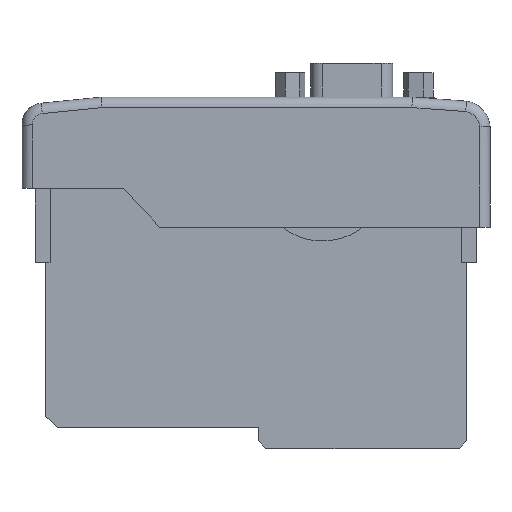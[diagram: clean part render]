
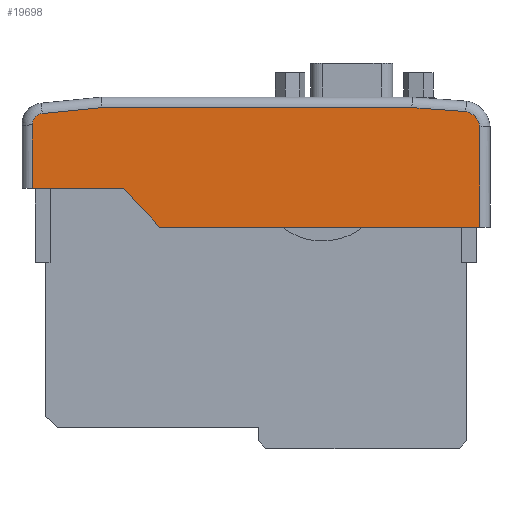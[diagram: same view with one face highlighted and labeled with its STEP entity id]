
A CAD part, left-side view. The second image highlights one B-rep face of the part: STEP entity #19698.
In plain terms, the highlighted planar face has unit normal (-1, 0, 0).
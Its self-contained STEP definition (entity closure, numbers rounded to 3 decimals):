
#2456 = ORIENTED_EDGE ( 'NONE', *, *, #19641, .T. ) ;
#2459 = ORIENTED_EDGE ( 'NONE', *, *, #27546, .T. ) ;
#8789 = CARTESIAN_POINT ( 'NONE',  ( 0.5, 22.973, -19.886 ) ) ;
#8790 = DIRECTION ( 'NONE',  ( 0., -1., 0. ) ) ;
#8791 = VECTOR ( 'NONE', #8790, 1000. ) ;
#8792 = CARTESIAN_POINT ( 'NONE',  ( 0.5, -40.527, -19.886 ) ) ;
#8793 = LINE ( 'NONE', #8792, #8791 ) ;
#8794 = CARTESIAN_POINT ( 'NONE',  ( 0.5, -38.527, -19.886 ) ) ;
#9571 = DIRECTION ( 'NONE',  ( 0., -1., 0. ) ) ;
#9572 = VECTOR ( 'NONE', #9571, 1000. ) ;
#9573 = CARTESIAN_POINT ( 'NONE',  ( 0.5, 29.973, -12.386 ) ) ;
#9574 = LINE ( 'NONE', #9573, #9572 ) ;
#9575 = CARTESIAN_POINT ( 'NONE',  ( 0.5, 29.973, -12.386 ) ) ;
#9631 = CARTESIAN_POINT ( 'NONE',  ( 0.5, 47.473, -12.386 ) ) ;
#19109 = EDGE_CURVE ( 'NONE', #19706, #19708, #29263, .T. ) ;
#19641 = EDGE_CURVE ( 'NONE', #27544, #27009, #29539, .T. ) ;
#19682 = ORIENTED_EDGE ( 'NONE', *, *, #19684, .T. ) ;
#19684 = EDGE_CURVE ( 'NONE', #19708, #19685, #29630, .T. ) ;
#19685 = VERTEX_POINT ( 'NONE', #29626 ) ;
#19686 = ORIENTED_EDGE ( 'NONE', *, *, #19687, .T. ) ;
#19687 = EDGE_CURVE ( 'NONE', #19685, #19688, #29625, .T. ) ;
#19688 = VERTEX_POINT ( 'NONE', #29621 ) ;
#19689 = ORIENTED_EDGE ( 'NONE', *, *, #19690, .T. ) ;
#19690 = EDGE_CURVE ( 'NONE', #19688, #19691, #29618, .T. ) ;
#19691 = VERTEX_POINT ( 'NONE', #29620 ) ;
#19692 = ORIENTED_EDGE ( 'NONE', *, *, #19693, .T. ) ;
#19693 = EDGE_CURVE ( 'NONE', #19691, #27548, #29613, .T. ) ;
#19698 = ADVANCED_FACE ( 'NONE', ( #29663 ), #29646, .F. ) ;
#19699 = EDGE_LOOP ( 'NONE', ( #19700, #19701, #19704, #19707, #19682, #19686, #19689, #19692, #2459, #2456 ) ) ;
#19700 = ORIENTED_EDGE ( 'NONE', *, *, #27008, .T. ) ;
#19701 = ORIENTED_EDGE ( 'NONE', *, *, #19702, .T. ) ;
#19702 = EDGE_CURVE ( 'NONE', #27004, #19703, #29641, .T. ) ;
#19703 = VERTEX_POINT ( 'NONE', #29703 ) ;
#19704 = ORIENTED_EDGE ( 'NONE', *, *, #19705, .T. ) ;
#19705 = EDGE_CURVE ( 'NONE', #19703, #19706, #29702, .T. ) ;
#19706 = VERTEX_POINT ( 'NONE', #29697 ) ;
#19707 = ORIENTED_EDGE ( 'NONE', *, *, #19109, .T. ) ;
#19708 = VERTEX_POINT ( 'NONE', #29696 ) ;
#27004 = VERTEX_POINT ( 'NONE', #8794 ) ;
#27008 = EDGE_CURVE ( 'NONE', #27009, #27004, #8793, .T. ) ;
#27009 = VERTEX_POINT ( 'NONE', #8789 ) ;
#27544 = VERTEX_POINT ( 'NONE', #9575 ) ;
#27546 = EDGE_CURVE ( 'NONE', #27548, #27544, #9574, .T. ) ;
#27548 = VERTEX_POINT ( 'NONE', #9631 ) ;
#29180 = DIRECTION ( 'NONE',  ( 0., 0., 1. ) ) ;
#29263 = LINE ( 'NONE', #29317, #29316 ) ;
#29315 = DIRECTION ( 'NONE',  ( 0., 0.997, 0.073 ) ) ;
#29316 = VECTOR ( 'NONE', #29315, 1000. ) ;
#29317 = CARTESIAN_POINT ( 'NONE',  ( 0.5, -35.496, 2.384 ) ) ;
#29536 = DIRECTION ( 'NONE',  ( 0., -0.682, -0.731 ) ) ;
#29537 = VECTOR ( 'NONE', #29536, 1000. ) ;
#29538 = CARTESIAN_POINT ( 'NONE',  ( 0.5, 22.973, -19.886 ) ) ;
#29539 = LINE ( 'NONE', #29538, #29537 ) ;
#29610 = DIRECTION ( 'NONE',  ( 0., 0., -1. ) ) ;
#29611 = VECTOR ( 'NONE', #29610, 1000. ) ;
#29612 = CARTESIAN_POINT ( 'NONE',  ( 0.5, 47.473, -12.386 ) ) ;
#29613 = LINE ( 'NONE', #29612, #29611 ) ;
#29614 = DIRECTION ( 'NONE',  ( 0., 0., -1. ) ) ;
#29615 = DIRECTION ( 'NONE',  ( -1., 0., 0. ) ) ;
#29616 = CARTESIAN_POINT ( 'NONE',  ( 0.5, 45.358, -0.133 ) ) ;
#29617 = AXIS2_PLACEMENT_3D ( 'NONE', #29616, #29615, #29614 ) ;
#29618 = CIRCLE ( 'NONE', #29617, 2.116 ) ;
#29620 = CARTESIAN_POINT ( 'NONE',  ( 0.5, 47.473, -0.213 ) ) ;
#29621 = CARTESIAN_POINT ( 'NONE',  ( 0.5, 45.569, 1.973 ) ) ;
#29622 = DIRECTION ( 'NONE',  ( 0., 0.995, -0.1 ) ) ;
#29623 = VECTOR ( 'NONE', #29622, 1000. ) ;
#29624 = CARTESIAN_POINT ( 'NONE',  ( 0.5, 45.569, 1.973 ) ) ;
#29625 = LINE ( 'NONE', #29624, #29623 ) ;
#29626 = CARTESIAN_POINT ( 'NONE',  ( 0.5, 34.17, 3.114 ) ) ;
#29627 = DIRECTION ( 'NONE',  ( 0., 1., 0. ) ) ;
#29628 = VECTOR ( 'NONE', #29627, 1000. ) ;
#29629 = CARTESIAN_POINT ( 'NONE',  ( 0.5, 34.27, 3.114 ) ) ;
#29630 = LINE ( 'NONE', #29629, #29628 ) ;
#29639 = VECTOR ( 'NONE', #29180, 1000. ) ;
#29640 = CARTESIAN_POINT ( 'NONE',  ( 0.5, -38.527, -0.463 ) ) ;
#29641 = LINE ( 'NONE', #29640, #29639 ) ;
#29642 = DIRECTION ( 'NONE',  ( 0., 0., -1. ) ) ;
#29643 = DIRECTION ( 'NONE',  ( 1., 0., 0. ) ) ;
#29644 = CARTESIAN_POINT ( 'NONE',  ( 0.5, -35.258, -0.876 ) ) ;
#29645 = AXIS2_PLACEMENT_3D ( 'NONE', #29644, #29643, #29642 ) ;
#29646 = PLANE ( 'NONE',  #29645 ) ;
#29663 = FACE_OUTER_BOUND ( 'NONE', #19699, .T. ) ;
#29696 = CARTESIAN_POINT ( 'NONE',  ( 0.5, -25.509, 3.114 ) ) ;
#29697 = CARTESIAN_POINT ( 'NONE',  ( 0.5, -35.822, 2.36 ) ) ;
#29698 = DIRECTION ( 'NONE',  ( 0., 0., -1. ) ) ;
#29699 = DIRECTION ( 'NONE',  ( -1., 0., 0. ) ) ;
#29700 = CARTESIAN_POINT ( 'NONE',  ( 0.5, -35.258, -0.876 ) ) ;
#29701 = AXIS2_PLACEMENT_3D ( 'NONE', #29700, #29699, #29698 ) ;
#29702 = CIRCLE ( 'NONE', #29701, 3.285 ) ;
#29703 = CARTESIAN_POINT ( 'NONE',  ( 0.5, -38.527, -0.55 ) ) ;
